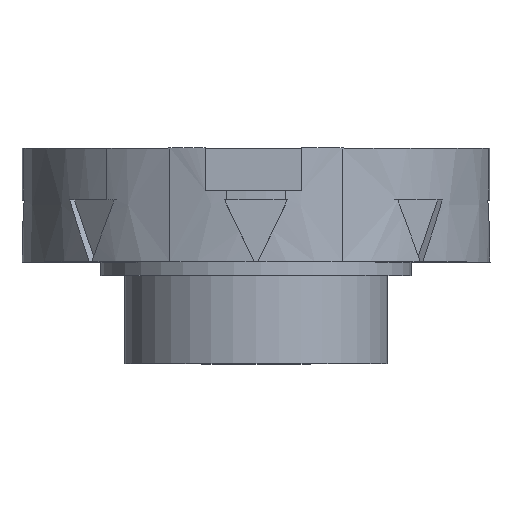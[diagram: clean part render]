
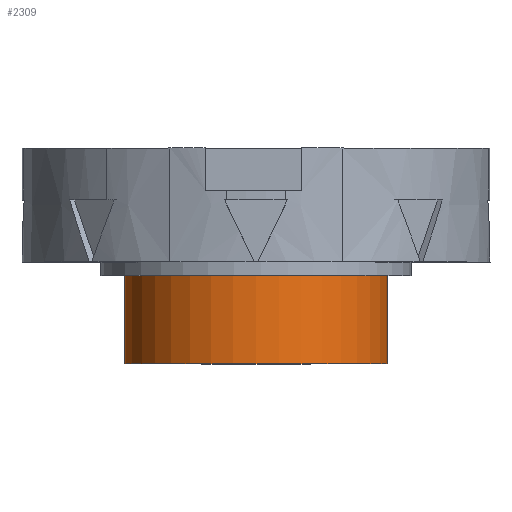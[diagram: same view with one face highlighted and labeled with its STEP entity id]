
A CAD part, top view. The second image highlights one B-rep face of the part: STEP entity #2309.
In plain terms, the highlighted cylindrical face has radius 12.27 mm (diameter 24.541 mm), a full revolution.
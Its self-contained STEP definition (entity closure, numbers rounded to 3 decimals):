
#58=CYLINDRICAL_SURFACE('',#2565,12.27);
#208=CIRCLE('',#2566,12.27);
#209=CIRCLE('',#2567,12.27);
#312=FACE_OUTER_BOUND('',#436,.T.);
#436=EDGE_LOOP('',(#1777,#1778,#1779,#1780));
#624=LINE('',#3995,#813);
#813=VECTOR('',#3101,10.);
#1088=VERTEX_POINT('',#3992);
#1089=VERTEX_POINT('',#3994);
#1376=EDGE_CURVE('',#1088,#1088,#208,.T.);
#1377=EDGE_CURVE('',#1088,#1089,#624,.T.);
#1378=EDGE_CURVE('',#1089,#1089,#209,.T.);
#1777=ORIENTED_EDGE('',*,*,#1376,.F.);
#1778=ORIENTED_EDGE('',*,*,#1377,.T.);
#1779=ORIENTED_EDGE('',*,*,#1378,.F.);
#1780=ORIENTED_EDGE('',*,*,#1377,.F.);
#2309=ADVANCED_FACE('',(#312),#58,.T.);
#2565=AXIS2_PLACEMENT_3D('',#3991,#3097,#3098);
#2566=AXIS2_PLACEMENT_3D('',#3993,#3099,#3100);
#2567=AXIS2_PLACEMENT_3D('',#3996,#3102,#3103);
#3097=DIRECTION('center_axis',(0.,-1.,
0.));
#3098=DIRECTION('ref_axis',(0.,0.,-1.));
#3099=DIRECTION('center_axis',(0.,-1.,
0.));
#3100=DIRECTION('ref_axis',(0.,0.,-1.));
#3101=DIRECTION('',(0.,1.,0.));
#3102=DIRECTION('center_axis',(0.,1.,0.));
#3103=DIRECTION('ref_axis',(0.,0.,-1.));
#3991=CARTESIAN_POINT('Origin',(-11.482,-16.284,107.483));
#3992=CARTESIAN_POINT('',(-11.482,-16.285,119.753));
#3993=CARTESIAN_POINT('Origin',(-11.482,-16.284,107.483));
#3994=CARTESIAN_POINT('',(-11.482,-8.065,119.753));
#3995=CARTESIAN_POINT('',(-11.482,-16.285,119.753));
#3996=CARTESIAN_POINT('Origin',(-11.482,-8.065,107.483));
